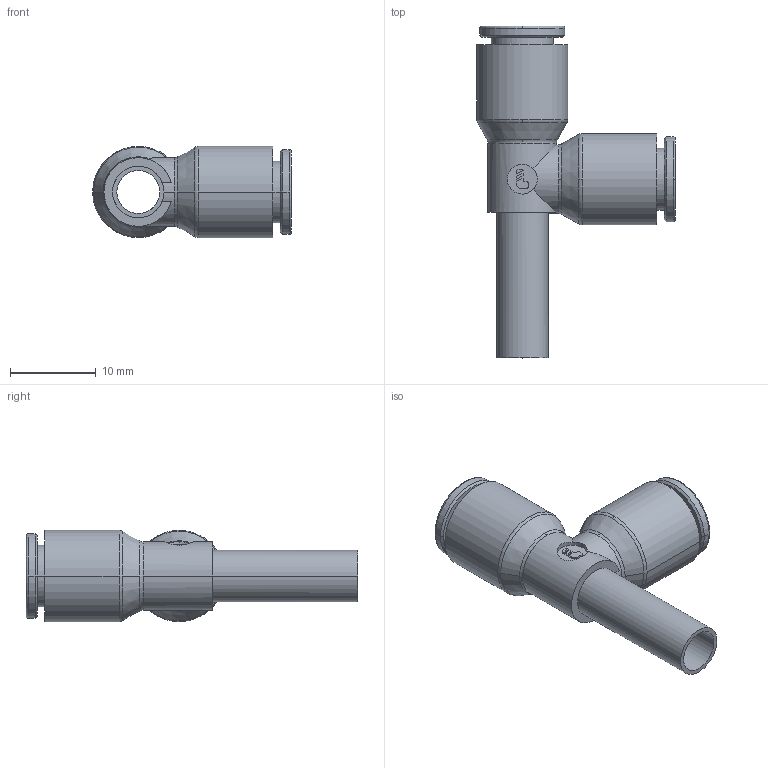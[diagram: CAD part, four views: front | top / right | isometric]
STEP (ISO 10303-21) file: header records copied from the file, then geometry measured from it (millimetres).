
FILE_DESCRIPTION(('STEP AP214'),'1');
FILE_NAME('6383_06_00WP2.stp','2016-07-07T14:17:45',('TraceParts'),('TraceParts S.A.'),'Spatial InterOp 3D',' ',' ');
FILE_SCHEMA(('automotive_design'));
Length unit declared in the file: millimetre
Products named in the file (1): 1
Bounding box: 23.18 x 38.7 x 10.65 mm (x, y, z)
Volume: 1763.3 mm3; surface area: 2610.3 mm2
Topology: 1 solids, 1 shells, 78 faces, 209 edges, 137 vertices
Faces by surface type: cylinder 32, plane 25, torus 12, cone 8, sphere 1
Entity records: 2766 total; most frequent: CARTESIAN_POINT 703, DIRECTION 471, ORIENTED_EDGE 414, EDGE_CURVE 207, AXIS2_PLACEMENT_3D 195, VERTEX_POINT 137, CIRCLE 110, EDGE_LOOP 88
